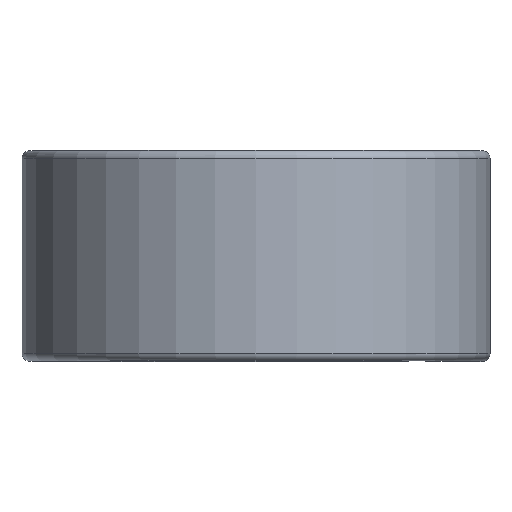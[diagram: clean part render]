
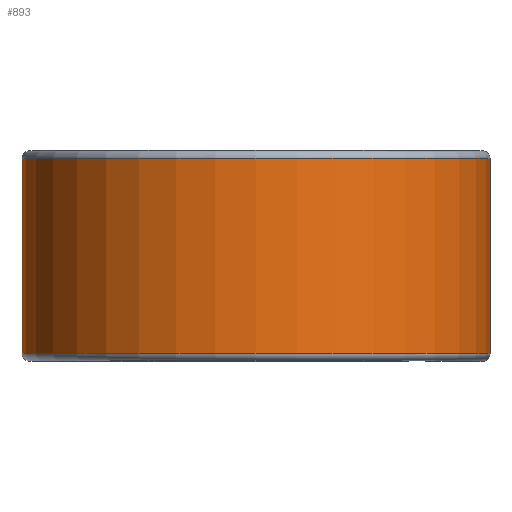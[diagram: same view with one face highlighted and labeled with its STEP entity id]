
A CAD part, top view. The second image highlights one B-rep face of the part: STEP entity #893.
In plain terms, the highlighted cylindrical face has radius 22.949 mm (diameter 45.898 mm), a partial arc.
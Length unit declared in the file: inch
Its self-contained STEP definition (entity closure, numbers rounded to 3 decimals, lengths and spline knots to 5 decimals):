
#167 = EDGE_CURVE ( 'NONE', #1713, #184, #1964, .T. ) ;
#184 = VERTEX_POINT ( 'NONE', #597 ) ;
#259 = CARTESIAN_POINT ( 'NONE',  ( 0., 0.37625, -0.9035 ) ) ;
#306 = EDGE_LOOP ( 'NONE', ( #1268, #1066, #455, #1856 ) ) ;
#387 = VECTOR ( 'NONE', #837, 39.37008 ) ;
#455 = ORIENTED_EDGE ( 'NONE', *, *, #1591, .F. ) ;
#463 = CARTESIAN_POINT ( 'NONE',  ( 0., 0.37625, 0. ) ) ;
#480 = LINE ( 'NONE', #1867, #2218 ) ;
#597 = CARTESIAN_POINT ( 'NONE',  ( 0., -0.37625, -0.9035 ) ) ;
#624 = DIRECTION ( 'NONE',  ( 0., -1., 0. ) ) ;
#636 = DIRECTION ( 'NONE',  ( 0., 0., -1. ) ) ;
#771 = DIRECTION ( 'NONE',  ( 0., -1., 0. ) ) ;
#837 = DIRECTION ( 'NONE',  ( 0., 1., 0. ) ) ;
#846 = LINE ( 'NONE', #1590, #387 ) ;
#893 = ADVANCED_FACE ( 'NONE', ( #1218 ), #1507, .T. ) ;
#1045 = VERTEX_POINT ( 'NONE', #1449 ) ;
#1066 = ORIENTED_EDGE ( 'NONE', *, *, #2155, .T. ) ;
#1218 = FACE_OUTER_BOUND ( 'NONE', #306, .T. ) ;
#1268 = ORIENTED_EDGE ( 'NONE', *, *, #2290, .T. ) ;
#1305 = AXIS2_PLACEMENT_3D ( 'NONE', #1535, #624, #1731 ) ;
#1317 = CARTESIAN_POINT ( 'NONE',  ( 0., -0.37625, 0. ) ) ;
#1322 = CARTESIAN_POINT ( 'NONE',  ( 0.9035, -0.37625, 0. ) ) ;
#1449 = CARTESIAN_POINT ( 'NONE',  ( 0.9035, 0.37625, 0. ) ) ;
#1506 = CIRCLE ( 'NONE', #2214, 0.9035 ) ;
#1507 = CYLINDRICAL_SURFACE ( 'NONE', #1305, 0.9035 ) ;
#1535 = CARTESIAN_POINT ( 'NONE',  ( 0., 0.375, 0. ) ) ;
#1590 = CARTESIAN_POINT ( 'NONE',  ( 0.9035, 0.37625, 0. ) ) ;
#1591 = EDGE_CURVE ( 'NONE', #184, #2169, #480, .T. ) ;
#1713 = VERTEX_POINT ( 'NONE', #1322 ) ;
#1731 = DIRECTION ( 'NONE',  ( 0., 0., -1. ) ) ;
#1735 = AXIS2_PLACEMENT_3D ( 'NONE', #1317, #771, #2199 ) ;
#1741 = DIRECTION ( 'NONE',  ( 0., -1., 0. ) ) ;
#1856 = ORIENTED_EDGE ( 'NONE', *, *, #167, .F. ) ;
#1867 = CARTESIAN_POINT ( 'NONE',  ( 0., 0.37625, -0.9035 ) ) ;
#1964 = CIRCLE ( 'NONE', #1735, 0.9035 ) ;
#2031 = DIRECTION ( 'NONE',  ( 0., 1., 0. ) ) ;
#2155 = EDGE_CURVE ( 'NONE', #1045, #2169, #1506, .T. ) ;
#2169 = VERTEX_POINT ( 'NONE', #259 ) ;
#2199 = DIRECTION ( 'NONE',  ( 0., 0., -1. ) ) ;
#2214 = AXIS2_PLACEMENT_3D ( 'NONE', #463, #1741, #636 ) ;
#2218 = VECTOR ( 'NONE', #2031, 39.37008 ) ;
#2290 = EDGE_CURVE ( 'NONE', #1713, #1045, #846, .T. ) ;
